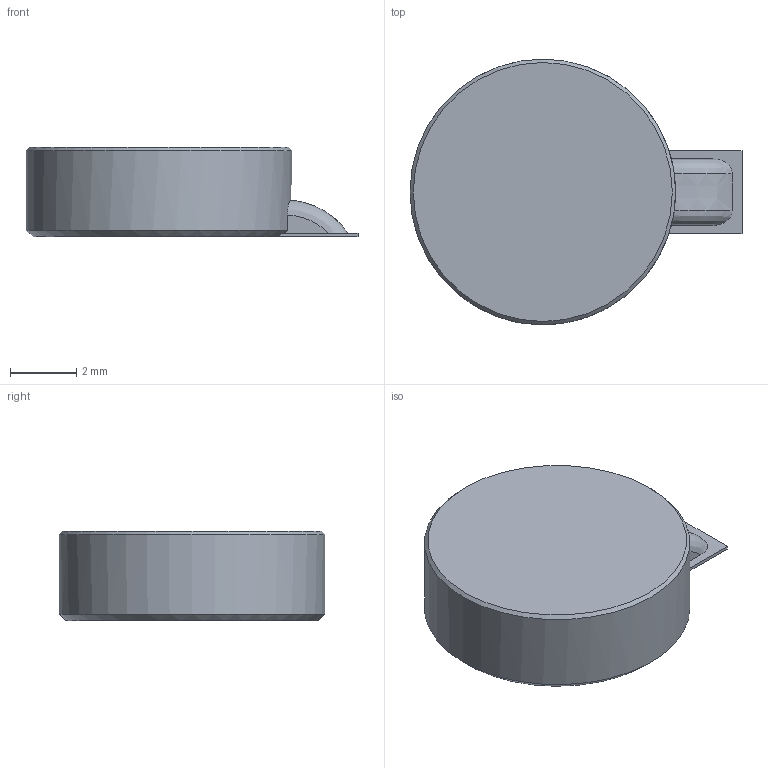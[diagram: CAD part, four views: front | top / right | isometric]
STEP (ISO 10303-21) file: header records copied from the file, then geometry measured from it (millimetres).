
FILE_DESCRIPTION(/* description */ (''),/* implementation_level */ '2;1');
FILE_NAME(/* name */ '8x3mm (C08-00A) haptic motor.step',/* time_stamp */ '2019-02-15T11:01:11+00:00',/* author */ ('eric.n.tech'),/* organization */ (''),/* preprocessor_version */ 'ST-DEVELOPER v17.2',/* originating_system */ 'Autodesk Translation Framework v7.6.0.251',/* authorisation */ '');
FILE_SCHEMA (('AUTOMOTIVE_DESIGN { 1 0 10303 214 3 1 1 }'));
Length unit declared in the file: millimetre
Products named in the file (2): 8x3mm haptic motor; 7x2mm haptic motor v2
Assembly tree (1 placements, depth 2):
  8x3mm haptic motor
    7x2mm haptic motor v2
Bounding box: 10 x 8 x 2.7 mm (x, y, z)
Volume: 137.9 mm3; surface area: 175.6 mm2
Topology: 1 solids, 1 shells, 14 faces, 35 edges, 23 vertices
Faces by surface type: plane 8, bspline 3, cone 2, cylinder 1
Full cylindrical faces by diameter (mm): 8 x1
Entity records: 633 total; most frequent: CARTESIAN_POINT 254, ORIENTED_EDGE 70, DIRECTION 59, EDGE_CURVE 35, VERTEX_POINT 23, AXIS2_PLACEMENT_3D 22, LINE 15, VECTOR 15
